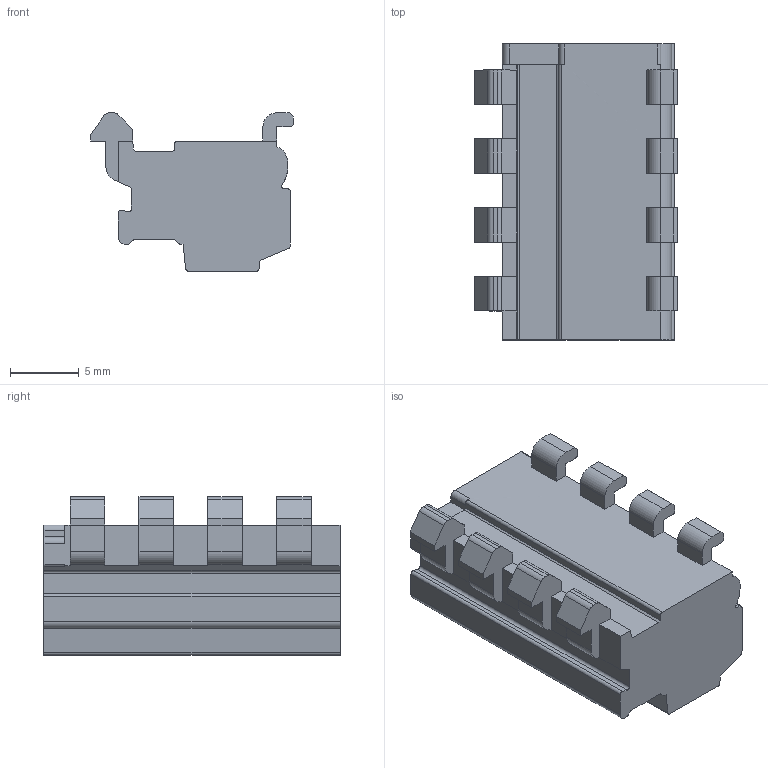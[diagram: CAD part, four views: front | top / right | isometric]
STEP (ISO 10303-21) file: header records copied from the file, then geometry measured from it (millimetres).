
FILE_DESCRIPTION((''),'2;1');
FILE_NAME('PRT0007','2024-10-15T13:22:46',('tluser'),(''),'CREO PARAMETRIC BY PTC INC, 2018100','CREO PARAMETRIC BY PTC INC, 2018100','');
FILE_SCHEMA(('CONFIG_CONTROL_DESIGN'));
Length unit declared in the file: millimetre
Products named in the file (1): PRT0007
Bounding box: 14.7 x 21.5 x 11.5 mm (x, y, z)
Volume: 2198.9 mm3; surface area: 1410 mm2
Topology: 1 solids, 1 shells, 219 faces, 617 edges, 412 vertices
Faces by surface type: plane 146, cylinder 65, cone 8
Entity records: 7178 total; most frequent: CARTESIAN_POINT 1357, ORIENTED_EDGE 1234, DIRECTION 1178, EDGE_CURVE 617, VECTOR 456, LINE 456, VERTEX_POINT 412, AXIS2_PLACEMENT_3D 361
